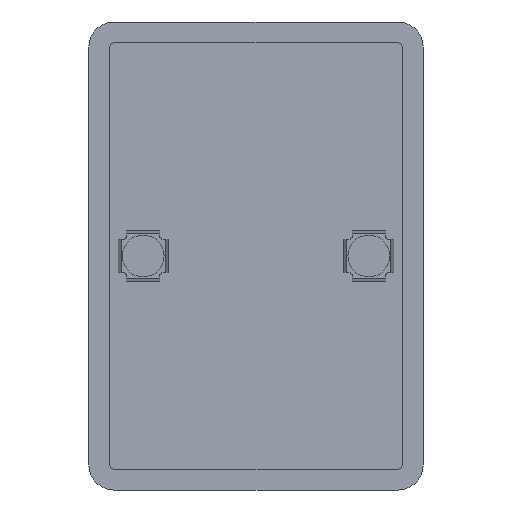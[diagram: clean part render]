
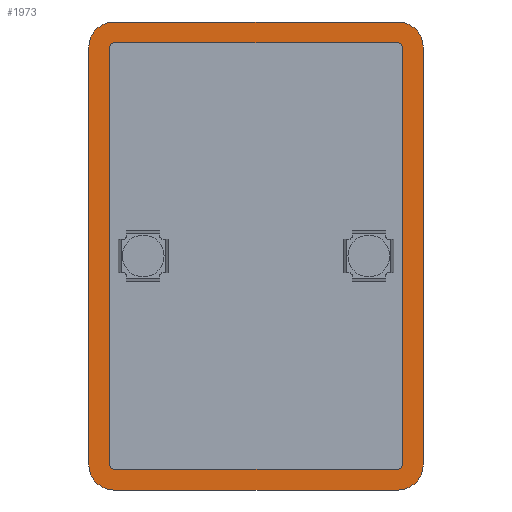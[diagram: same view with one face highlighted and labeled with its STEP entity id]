
A CAD part, front view. The second image highlights one B-rep face of the part: STEP entity #1973.
In plain terms, the highlighted planar face has unit normal (0, -1, 0).
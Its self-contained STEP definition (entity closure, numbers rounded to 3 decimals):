
#302=CARTESIAN_POINT('',(-17.0,-4.0,-28.0));
#303=VERTEX_POINT('',#302);
#310=CARTESIAN_POINT('',(-20.0,-4.0,-25.0));
#311=VERTEX_POINT('',#310);
#312=CARTESIAN_POINT('',(-17.0,-4.0,-25.0));
#313=DIRECTION('',(0.0,-1.0,0.0));
#314=DIRECTION('',(0.0,0.0,1.0));
#315=AXIS2_PLACEMENT_3D('',#312,#313,#314);
#316=CIRCLE('',#315,3.0);
#317=EDGE_CURVE('',#311,#303,#316,.T.);
#334=CARTESIAN_POINT('',(17.,-4.0,-28.0));
#335=VERTEX_POINT('',#334);
#342=CARTESIAN_POINT('',(-17.0,-4.0,-28.0));
#343=DIRECTION('',(1.0,0.0,0.0));
#344=VECTOR('',#343,34.);
#345=LINE('',#342,#344);
#346=EDGE_CURVE('',#303,#335,#345,.T.);
#358=CARTESIAN_POINT('',(20.,-4.0,-25.0));
#359=VERTEX_POINT('',#358);
#366=CARTESIAN_POINT('',(17.,-4.0,-25.0));
#367=DIRECTION('',(0.0,-1.0,0.0));
#368=DIRECTION('',(-1.0,0.0,0.0));
#369=AXIS2_PLACEMENT_3D('',#366,#367,#368);
#370=CIRCLE('',#369,3.0);
#371=EDGE_CURVE('',#335,#359,#370,.T.);
#383=CARTESIAN_POINT('',(20.0,-4.0,25.));
#384=VERTEX_POINT('',#383);
#391=CARTESIAN_POINT('',(20.,-4.0,-25.0));
#392=DIRECTION('',(0.0,0.0,1.0));
#393=VECTOR('',#392,50.);
#394=LINE('',#391,#393);
#395=EDGE_CURVE('',#359,#384,#394,.T.);
#1657=CARTESIAN_POINT('',(-17.0,-4.0,-25.5));
#1658=VERTEX_POINT('',#1657);
#1659=CARTESIAN_POINT('',(-17.5,-4.0,-25.0));
#1660=VERTEX_POINT('',#1659);
#1661=CARTESIAN_POINT('',(-17.0,-4.0,-25.0));
#1662=DIRECTION('',(0.0,1.0,0.0));
#1663=DIRECTION('',(1.0,0.0,0.0));
#1664=AXIS2_PLACEMENT_3D('',#1661,#1662,#1663);
#1665=CIRCLE('',#1664,0.5);
#1666=EDGE_CURVE('',#1658,#1660,#1665,.T.);
#1689=CARTESIAN_POINT('',(17.,-4.0,-25.5));
#1690=VERTEX_POINT('',#1689);
#1691=CARTESIAN_POINT('',(17.,-4.0,-25.5));
#1692=DIRECTION('',(-1.0,0.0,0.0));
#1693=VECTOR('',#1692,34.);
#1694=LINE('',#1691,#1693);
#1695=EDGE_CURVE('',#1690,#1658,#1694,.T.);
#1713=CARTESIAN_POINT('',(17.5,-4.0,-25.0));
#1714=VERTEX_POINT('',#1713);
#1715=CARTESIAN_POINT('',(17.,-4.0,-25.0));
#1716=DIRECTION('',(0.0,1.0,0.0));
#1717=DIRECTION('',(0.0,0.0,1.0));
#1718=AXIS2_PLACEMENT_3D('',#1715,#1716,#1717);
#1719=CIRCLE('',#1718,0.5);
#1720=EDGE_CURVE('',#1714,#1690,#1719,.T.);
#1738=CARTESIAN_POINT('',(17.5,-4.0,25.));
#1739=VERTEX_POINT('',#1738);
#1740=CARTESIAN_POINT('',(17.5,-4.0,25.));
#1741=DIRECTION('',(0.0,0.0,-1.0));
#1742=VECTOR('',#1741,50.0);
#1743=LINE('',#1740,#1742);
#1744=EDGE_CURVE('',#1739,#1714,#1743,.T.);
#1762=CARTESIAN_POINT('',(17.0,-4.0,25.5));
#1763=VERTEX_POINT('',#1762);
#1764=CARTESIAN_POINT('',(17.0,-4.0,25.));
#1765=DIRECTION('',(0.0,1.0,0.0));
#1766=DIRECTION('',(-1.0,0.0,0.0));
#1767=AXIS2_PLACEMENT_3D('',#1764,#1765,#1766);
#1768=CIRCLE('',#1767,0.5);
#1769=EDGE_CURVE('',#1763,#1739,#1768,.T.);
#1787=CARTESIAN_POINT('',(-17.,-4.0,25.5));
#1788=VERTEX_POINT('',#1787);
#1789=CARTESIAN_POINT('',(-17.,-4.0,25.5));
#1790=DIRECTION('',(1.0,0.0,0.0));
#1791=VECTOR('',#1790,34.0);
#1792=LINE('',#1789,#1791);
#1793=EDGE_CURVE('',#1788,#1763,#1792,.T.);
#1811=CARTESIAN_POINT('',(-17.5,-4.0,25.0));
#1812=VERTEX_POINT('',#1811);
#1813=CARTESIAN_POINT('',(-17.,-4.0,25.0));
#1814=DIRECTION('',(0.0,1.0,0.0));
#1815=DIRECTION('',(0.0,0.0,-1.0));
#1816=AXIS2_PLACEMENT_3D('',#1813,#1814,#1815);
#1817=CIRCLE('',#1816,0.5);
#1818=EDGE_CURVE('',#1812,#1788,#1817,.T.);
#1836=CARTESIAN_POINT('',(-17.5,-4.0,-25.0));
#1837=DIRECTION('',(0.0,0.0,1.0));
#1838=VECTOR('',#1837,50.0);
#1839=LINE('',#1836,#1838);
#1840=EDGE_CURVE('',#1660,#1812,#1839,.T.);
#1863=CARTESIAN_POINT('',(17.0,-4.0,28.0));
#1864=VERTEX_POINT('',#1863);
#1871=CARTESIAN_POINT('',(17.0,-4.0,25.));
#1872=DIRECTION('',(0.0,-1.0,0.0));
#1873=DIRECTION('',(0.0,0.0,-1.0));
#1874=AXIS2_PLACEMENT_3D('',#1871,#1872,#1873);
#1875=CIRCLE('',#1874,3.0);
#1876=EDGE_CURVE('',#384,#1864,#1875,.T.);
#1889=CARTESIAN_POINT('',(-20.,-4.0,25.0));
#1890=VERTEX_POINT('',#1889);
#1891=CARTESIAN_POINT('',(-20.,-4.0,25.0));
#1892=DIRECTION('',(0.0,0.0,-1.0));
#1893=VECTOR('',#1892,50.0);
#1894=LINE('',#1891,#1893);
#1895=EDGE_CURVE('',#1890,#311,#1894,.T.);
#1913=CARTESIAN_POINT('',(-17.,-4.0,28.));
#1914=VERTEX_POINT('',#1913);
#1915=CARTESIAN_POINT('',(-17.,-4.0,25.0));
#1916=DIRECTION('',(0.0,-1.0,0.0));
#1917=DIRECTION('',(1.0,0.0,0.0));
#1918=AXIS2_PLACEMENT_3D('',#1915,#1916,#1917);
#1919=CIRCLE('',#1918,3.0);
#1920=EDGE_CURVE('',#1914,#1890,#1919,.T.);
#1938=CARTESIAN_POINT('',(17.0,-4.0,28.0));
#1939=DIRECTION('',(-1.0,0.0,0.0));
#1940=VECTOR('',#1939,34.);
#1941=LINE('',#1938,#1940);
#1942=EDGE_CURVE('',#1864,#1914,#1941,.T.);
#1948=CARTESIAN_POINT('',(0.,-4.0,0.));
#1949=DIRECTION('',(0.0,-1.0,0.0));
#1950=DIRECTION('',(0.0,0.0,-1.0));
#1951=AXIS2_PLACEMENT_3D('',#1948,#1949,#1950);
#1952=PLANE('',#1951);
#1953=ORIENTED_EDGE('',*,*,#1942,.T.);
#1954=ORIENTED_EDGE('',*,*,#1920,.T.);
#1955=ORIENTED_EDGE('',*,*,#1895,.T.);
#1956=ORIENTED_EDGE('',*,*,#317,.T.);
#1957=ORIENTED_EDGE('',*,*,#346,.T.);
#1958=ORIENTED_EDGE('',*,*,#371,.T.);
#1959=ORIENTED_EDGE('',*,*,#395,.T.);
#1960=ORIENTED_EDGE('',*,*,#1876,.T.);
#1961=EDGE_LOOP('',(#1953,#1954,#1955,#1956,#1957,#1958,#1959,#1960));
#1962=FACE_OUTER_BOUND('',#1961,.T.);
#1963=ORIENTED_EDGE('',*,*,#1666,.T.);
#1964=ORIENTED_EDGE('',*,*,#1840,.T.);
#1965=ORIENTED_EDGE('',*,*,#1818,.T.);
#1966=ORIENTED_EDGE('',*,*,#1793,.T.);
#1967=ORIENTED_EDGE('',*,*,#1769,.T.);
#1968=ORIENTED_EDGE('',*,*,#1744,.T.);
#1969=ORIENTED_EDGE('',*,*,#1720,.T.);
#1970=ORIENTED_EDGE('',*,*,#1695,.T.);
#1971=EDGE_LOOP('',(#1963,#1964,#1965,#1966,#1967,#1968,#1969,#1970));
#1972=FACE_BOUND('',#1971,.T.);
#1973=ADVANCED_FACE('',(#1962,#1972),#1952,.T.);
